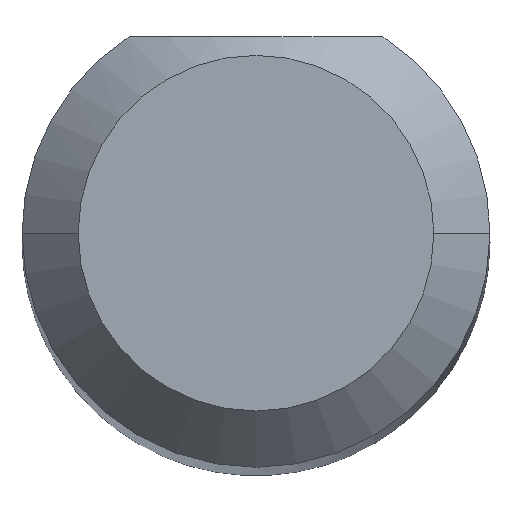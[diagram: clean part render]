
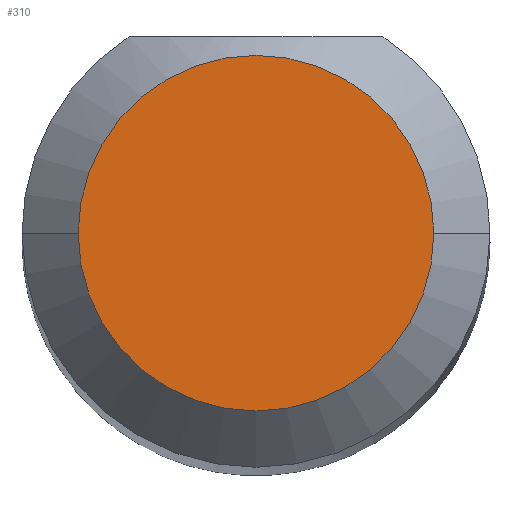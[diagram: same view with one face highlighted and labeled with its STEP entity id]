
A CAD part, top view. The second image highlights one B-rep face of the part: STEP entity #310.
In plain terms, the highlighted planar face has unit normal (0, 0, 1).
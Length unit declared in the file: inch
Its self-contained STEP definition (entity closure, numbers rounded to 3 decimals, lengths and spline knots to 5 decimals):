
#5 = CIRCLE ( 'NONE', #140, 0.0475 ) ;
#23 = AXIS2_PLACEMENT_3D ( 'NONE', #249, #542, #126 ) ;
#30 = DIRECTION ( 'NONE',  ( 0., 0., 1. ) ) ;
#53 = CARTESIAN_POINT ( 'NONE',  ( 0., 0., 1.5 ) ) ;
#97 = VERTEX_POINT ( 'NONE', #206 ) ;
#126 = DIRECTION ( 'NONE',  ( 1., 0., 0. ) ) ;
#140 = AXIS2_PLACEMENT_3D ( 'NONE', #234, #30, #209 ) ;
#151 = ORIENTED_EDGE ( 'NONE', *, *, #406, .T. ) ;
#172 = CARTESIAN_POINT ( 'NONE',  ( 0.0475, 0., 1.5 ) ) ;
#181 = VERTEX_POINT ( 'NONE', #172 ) ;
#196 = AXIS2_PLACEMENT_3D ( 'NONE', #53, #230, #391 ) ;
#206 = CARTESIAN_POINT ( 'NONE',  ( -0.0475, 0., 1.5 ) ) ;
#209 = DIRECTION ( 'NONE',  ( 1., 0., 0. ) ) ;
#230 = DIRECTION ( 'NONE',  ( 0., 0., 1. ) ) ;
#234 = CARTESIAN_POINT ( 'NONE',  ( 0., 0., 1.5 ) ) ;
#249 = CARTESIAN_POINT ( 'NONE',  ( 0., 0., 1.5 ) ) ;
#270 = FACE_OUTER_BOUND ( 'NONE', #539, .T. ) ;
#310 = ADVANCED_FACE ( 'NONE', ( #270 ), #569, .T. ) ;
#383 = CIRCLE ( 'NONE', #23, 0.0475 ) ;
#391 = DIRECTION ( 'NONE',  ( 1., 0., 0. ) ) ;
#406 = EDGE_CURVE ( 'NONE', #181, #97, #383, .T. ) ;
#473 = EDGE_CURVE ( 'NONE', #97, #181, #5, .T. ) ;
#539 = EDGE_LOOP ( 'NONE', ( #566, #151 ) ) ;
#542 = DIRECTION ( 'NONE',  ( 0., 0., 1. ) ) ;
#566 = ORIENTED_EDGE ( 'NONE', *, *, #473, .T. ) ;
#569 = PLANE ( 'NONE',  #196 ) ;
